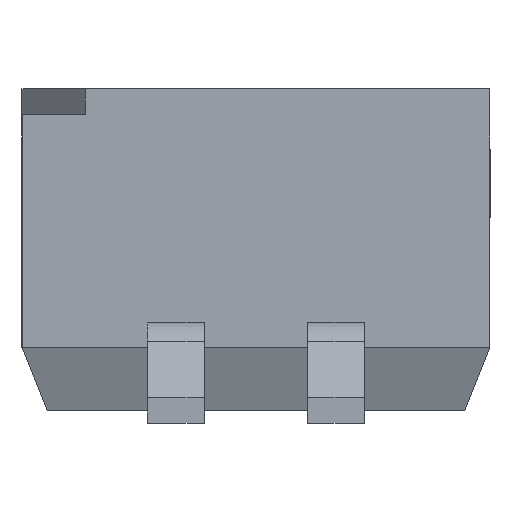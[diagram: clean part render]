
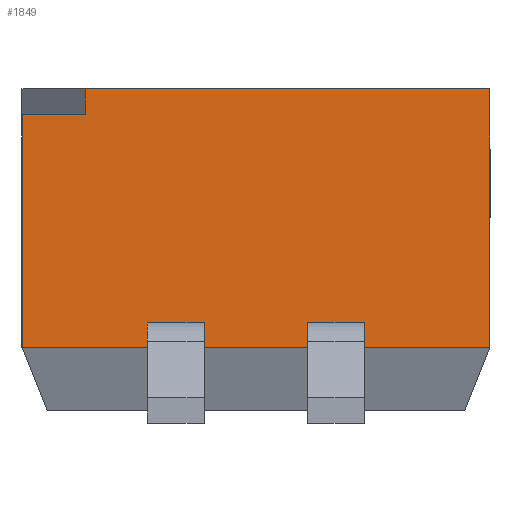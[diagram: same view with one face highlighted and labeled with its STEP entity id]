
A CAD part, front view. The second image highlights one B-rep face of the part: STEP entity #1849.
In plain terms, the highlighted planar face has unit normal (0, -1, 0).
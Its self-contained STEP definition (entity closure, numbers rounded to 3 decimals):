
#8 = VECTOR ( 'NONE', #4949, 1000. ) ;
#88 = FACE_OUTER_BOUND ( 'NONE', #14876, .T. ) ;
#242 = CARTESIAN_POINT ( 'NONE',  ( -1.355, -2.9, 2.45 ) ) ;
#370 = DIRECTION ( 'NONE',  ( 0., 1., 0. ) ) ;
#436 = ORIENTED_EDGE ( 'NONE', *, *, #11619, .F. ) ;
#471 = LINE ( 'NONE', #4711, #8282 ) ;
#549 = VERTEX_POINT ( 'NONE', #8362 ) ;
#723 = LINE ( 'NONE', #12174, #16422 ) ;
#729 = VERTEX_POINT ( 'NONE', #7853 ) ;
#1120 = CARTESIAN_POINT ( 'NONE',  ( -1.855, -2.9, 2.65 ) ) ;
#1677 = DIRECTION ( 'NONE',  ( 0., 0., 1. ) ) ;
#1822 = EDGE_CURVE ( 'NONE', #10061, #17934, #5549, .T. ) ;
#1829 = LINE ( 'NONE', #17278, #17540 ) ;
#1833 = VECTOR ( 'NONE', #11537, 1000. ) ;
#1849 = ADVANCED_FACE ( 'NONE', ( #88 ), #3202, .F. ) ;
#1984 = EDGE_CURVE ( 'NONE', #6821, #13695, #15360, .T. ) ;
#2237 = LINE ( 'NONE', #9273, #15612 ) ;
#2252 = LINE ( 'NONE', #10813, #14133 ) ;
#2805 = CARTESIAN_POINT ( 'NONE',  ( -0.86, -2.9, 0.8 ) ) ;
#2911 = LINE ( 'NONE', #242, #13901 ) ;
#3115 = EDGE_CURVE ( 'NONE', #729, #549, #9275, .T. ) ;
#3122 = EDGE_CURVE ( 'NONE', #729, #11885, #723, .T. ) ;
#3202 = PLANE ( 'NONE',  #15569 ) ;
#3754 = DIRECTION ( 'NONE',  ( 1., 0., 0. ) ) ;
#3962 = ORIENTED_EDGE ( 'NONE', *, *, #3115, .F. ) ;
#4038 = EDGE_CURVE ( 'NONE', #549, #10061, #2911, .T. ) ;
#4053 = VECTOR ( 'NONE', #9194, 1000. ) ;
#4219 = CARTESIAN_POINT ( 'NONE',  ( -0.41, -2.9, 0.8 ) ) ;
#4255 = EDGE_CURVE ( 'NONE', #16409, #13290, #16648, .T. ) ;
#4383 = EDGE_CURVE ( 'NONE', #4911, #7319, #13674, .T. ) ;
#4679 = ORIENTED_EDGE ( 'NONE', *, *, #3122, .T. ) ;
#4702 = VERTEX_POINT ( 'NONE', #17664 ) ;
#4711 = CARTESIAN_POINT ( 'NONE',  ( 0.41, -2.9, 0.8 ) ) ;
#4911 = VERTEX_POINT ( 'NONE', #16254 ) ;
#4949 = DIRECTION ( 'NONE',  ( 0., 0., -1. ) ) ;
#5141 = CARTESIAN_POINT ( 'NONE',  ( -1.355, -2.9, 2.45 ) ) ;
#5279 = ORIENTED_EDGE ( 'NONE', *, *, #13068, .F. ) ;
#5517 = EDGE_CURVE ( 'NONE', #13695, #16409, #1829, .T. ) ;
#5545 = ORIENTED_EDGE ( 'NONE', *, *, #12172, .T. ) ;
#5549 = LINE ( 'NONE', #1120, #13190 ) ;
#6212 = DIRECTION ( 'NONE',  ( -1., 0., 0. ) ) ;
#6543 = DIRECTION ( 'NONE',  ( 1., 0., 0. ) ) ;
#6809 = ORIENTED_EDGE ( 'NONE', *, *, #5517, .F. ) ;
#6821 = VERTEX_POINT ( 'NONE', #11949 ) ;
#7244 = EDGE_CURVE ( 'NONE', #11885, #13290, #14842, .T. ) ;
#7319 = VERTEX_POINT ( 'NONE', #13353 ) ;
#7789 = CARTESIAN_POINT ( 'NONE',  ( 0.41, -2.9, 0.8 ) ) ;
#7853 = CARTESIAN_POINT ( 'NONE',  ( -1.855, -2.9, 2.45 ) ) ;
#8115 = VERTEX_POINT ( 'NONE', #13931 ) ;
#8282 = VECTOR ( 'NONE', #6212, 1000. ) ;
#8283 = EDGE_CURVE ( 'NONE', #8115, #4911, #471, .T. ) ;
#8323 = CARTESIAN_POINT ( 'NONE',  ( -0.86, -2.9, 0.6 ) ) ;
#8362 = CARTESIAN_POINT ( 'NONE',  ( -1.355, -2.9, 2.45 ) ) ;
#8592 = DIRECTION ( 'NONE',  ( -1., 0., 0. ) ) ;
#9091 = ORIENTED_EDGE ( 'NONE', *, *, #4255, .F. ) ;
#9190 = VECTOR ( 'NONE', #15587, 1000. ) ;
#9194 = DIRECTION ( 'NONE',  ( 0., 0., -1. ) ) ;
#9273 = CARTESIAN_POINT ( 'NONE',  ( -1.855, -2.9, 0.6 ) ) ;
#9275 = LINE ( 'NONE', #5141, #15800 ) ;
#9340 = ORIENTED_EDGE ( 'NONE', *, *, #7244, .T. ) ;
#9585 = CARTESIAN_POINT ( 'NONE',  ( 0.86, -2.9, 0.8 ) ) ;
#9773 = ORIENTED_EDGE ( 'NONE', *, *, #1984, .F. ) ;
#10061 = VERTEX_POINT ( 'NONE', #17281 ) ;
#10101 = CARTESIAN_POINT ( 'NONE',  ( -1.855, -2.9, 0.6 ) ) ;
#10566 = ORIENTED_EDGE ( 'NONE', *, *, #4038, .F. ) ;
#10813 = CARTESIAN_POINT ( 'NONE',  ( -1.855, -2.9, 0.6 ) ) ;
#11067 = CARTESIAN_POINT ( 'NONE',  ( 1.855, -2.9, 2.65 ) ) ;
#11159 = DIRECTION ( 'NONE',  ( 0., 0., -1. ) ) ;
#11537 = DIRECTION ( 'NONE',  ( 0., 0., 1. ) ) ;
#11619 = EDGE_CURVE ( 'NONE', #18180, #8115, #16680, .T. ) ;
#11885 = VERTEX_POINT ( 'NONE', #10101 ) ;
#11949 = CARTESIAN_POINT ( 'NONE',  ( -0.41, -2.9, 0.6 ) ) ;
#12172 = EDGE_CURVE ( 'NONE', #18180, #4702, #2237, .T. ) ;
#12174 = CARTESIAN_POINT ( 'NONE',  ( -1.855, -2.9, 2.65 ) ) ;
#12272 = CARTESIAN_POINT ( 'NONE',  ( -0.86, -2.9, 0.8 ) ) ;
#12648 = ORIENTED_EDGE ( 'NONE', *, *, #1822, .F. ) ;
#12674 = DIRECTION ( 'NONE',  ( 1., 0., 0. ) ) ;
#12831 = DIRECTION ( 'NONE',  ( 0., 0., 1. ) ) ;
#13033 = CARTESIAN_POINT ( 'NONE',  ( -1.855, -2.9, 2.65 ) ) ;
#13068 = EDGE_CURVE ( 'NONE', #17934, #4702, #17858, .T. ) ;
#13190 = VECTOR ( 'NONE', #12674, 1000. ) ;
#13290 = VERTEX_POINT ( 'NONE', #8323 ) ;
#13353 = CARTESIAN_POINT ( 'NONE',  ( 0.41, -2.9, 0.6 ) ) ;
#13667 = ORIENTED_EDGE ( 'NONE', *, *, #4383, .F. ) ;
#13674 = LINE ( 'NONE', #7789, #4053 ) ;
#13695 = VERTEX_POINT ( 'NONE', #15294 ) ;
#13901 = VECTOR ( 'NONE', #12831, 1000. ) ;
#13931 = CARTESIAN_POINT ( 'NONE',  ( 0.86, -2.9, 0.8 ) ) ;
#14133 = VECTOR ( 'NONE', #3754, 1000. ) ;
#14762 = CARTESIAN_POINT ( 'NONE',  ( -1.855, -2.9, 0.6 ) ) ;
#14842 = LINE ( 'NONE', #14762, #17818 ) ;
#14876 = EDGE_LOOP ( 'NONE', ( #9340, #9091, #6809, #9773, #16533, #13667, #16132, #436, #5545, #5279, #12648, #10566, #3962, #4679 ) ) ;
#15057 = DIRECTION ( 'NONE',  ( 1., 0., 0. ) ) ;
#15271 = DIRECTION ( 'NONE',  ( 0., 0., 1. ) ) ;
#15294 = CARTESIAN_POINT ( 'NONE',  ( -0.41, -2.9, 0.8 ) ) ;
#15359 = CARTESIAN_POINT ( 'NONE',  ( 0.86, -2.9, 0.6 ) ) ;
#15360 = LINE ( 'NONE', #4219, #1833 ) ;
#15549 = CARTESIAN_POINT ( 'NONE',  ( 1.855, -2.9, 2.65 ) ) ;
#15569 = AXIS2_PLACEMENT_3D ( 'NONE', #13033, #370, #1677 ) ;
#15587 = DIRECTION ( 'NONE',  ( 0., 0., -1. ) ) ;
#15612 = VECTOR ( 'NONE', #15057, 1000. ) ;
#15800 = VECTOR ( 'NONE', #6543, 1000. ) ;
#15868 = VECTOR ( 'NONE', #15271, 1000. ) ;
#16132 = ORIENTED_EDGE ( 'NONE', *, *, #8283, .F. ) ;
#16254 = CARTESIAN_POINT ( 'NONE',  ( 0.41, -2.9, 0.8 ) ) ;
#16409 = VERTEX_POINT ( 'NONE', #2805 ) ;
#16422 = VECTOR ( 'NONE', #11159, 1000. ) ;
#16533 = ORIENTED_EDGE ( 'NONE', *, *, #17311, .T. ) ;
#16648 = LINE ( 'NONE', #12272, #9190 ) ;
#16680 = LINE ( 'NONE', #9585, #15868 ) ;
#17278 = CARTESIAN_POINT ( 'NONE',  ( -0.86, -2.9, 0.8 ) ) ;
#17281 = CARTESIAN_POINT ( 'NONE',  ( -1.355, -2.9, 2.65 ) ) ;
#17311 = EDGE_CURVE ( 'NONE', #6821, #7319, #2252, .T. ) ;
#17540 = VECTOR ( 'NONE', #8592, 1000. ) ;
#17632 = DIRECTION ( 'NONE',  ( 1., 0., 0. ) ) ;
#17664 = CARTESIAN_POINT ( 'NONE',  ( 1.855, -2.9, 0.6 ) ) ;
#17818 = VECTOR ( 'NONE', #17632, 1000. ) ;
#17858 = LINE ( 'NONE', #11067, #8 ) ;
#17934 = VERTEX_POINT ( 'NONE', #15549 ) ;
#18180 = VERTEX_POINT ( 'NONE', #15359 ) ;
